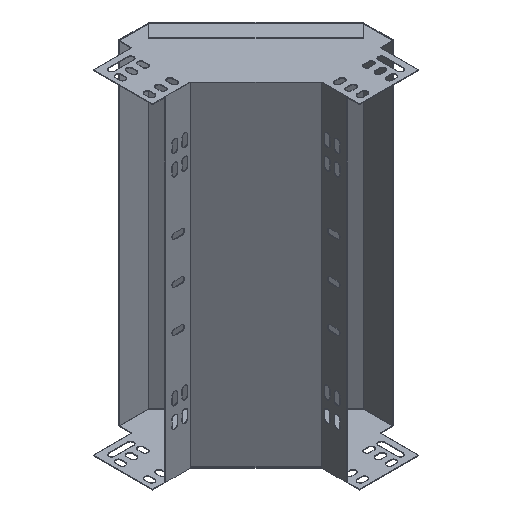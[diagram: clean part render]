
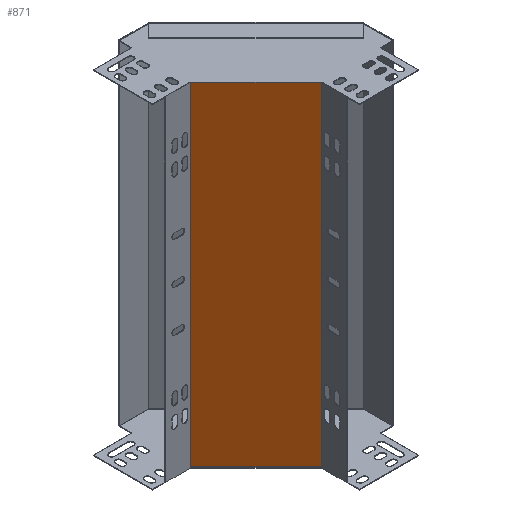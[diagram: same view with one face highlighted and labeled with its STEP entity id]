
A CAD part, isometric view. The second image highlights one B-rep face of the part: STEP entity #871.
In plain terms, the highlighted planar face has unit normal (-0.707, -0.707, 0).
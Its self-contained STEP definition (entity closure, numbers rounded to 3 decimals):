
#270 = CARTESIAN_POINT ( 'NONE',  ( -50.86, -0.316, 320.829 ) ) ;
#482 = ORIENTED_EDGE ( 'NONE', *, *, #5889, .T. ) ;
#607 = FACE_OUTER_BOUND ( 'NONE', #8156, .T. ) ;
#634 = LINE ( 'NONE', #3353, #2641 ) ;
#649 = CARTESIAN_POINT ( 'NONE',  ( -11.442, -39.734, 320.829 ) ) ;
#798 = VECTOR ( 'NONE', #3169, 1000. ) ;
#871 = ADVANCED_FACE ( 'NONE', ( #607 ), #7545, .T. ) ;
#1090 = CARTESIAN_POINT ( 'NONE',  ( 27.979, -79.156, -79.171 ) ) ;
#1342 = VERTEX_POINT ( 'NONE', #7317 ) ;
#2128 = VECTOR ( 'NONE', #6549, 1000. ) ;
#2423 = DIRECTION ( 'NONE',  ( -0.707, 0.707, 0. ) ) ;
#2525 = ORIENTED_EDGE ( 'NONE', *, *, #6151, .T. ) ;
#2635 = VERTEX_POINT ( 'NONE', #649 ) ;
#2641 = VECTOR ( 'NONE', #8029, 1000. ) ;
#2749 = VERTEX_POINT ( 'NONE', #3539 ) ;
#3169 = DIRECTION ( 'NONE',  ( 0.707, -0.707, 0. ) ) ;
#3353 = CARTESIAN_POINT ( 'NONE',  ( -50.86, -0.316, 320.829 ) ) ;
#3496 = CARTESIAN_POINT ( 'NONE',  ( 27.979, -79.156, 320.829 ) ) ;
#3539 = CARTESIAN_POINT ( 'NONE',  ( -50.86, -0.316, -79.171 ) ) ;
#4093 = DIRECTION ( 'NONE',  ( -0.707, 0.707, 0. ) ) ;
#4107 = CARTESIAN_POINT ( 'NONE',  ( -50.86, -0.316, 320.829 ) ) ;
#4230 = ORIENTED_EDGE ( 'NONE', *, *, #8896, .T. ) ;
#4519 = DIRECTION ( 'NONE',  ( 0., 0., -1. ) ) ;
#4525 = VERTEX_POINT ( 'NONE', #4107 ) ;
#4802 = CARTESIAN_POINT ( 'NONE',  ( 27.976, -79.153, 320.829 ) ) ;
#4882 = DIRECTION ( 'NONE',  ( 0.707, -0.707, 0. ) ) ;
#5488 = VERTEX_POINT ( 'NONE', #8114 ) ;
#5521 = VECTOR ( 'NONE', #4093, 1000. ) ;
#5702 = CARTESIAN_POINT ( 'NONE',  ( 27.979, -79.156, 320.829 ) ) ;
#5737 = LINE ( 'NONE', #4802, #6880 ) ;
#5831 = ORIENTED_EDGE ( 'NONE', *, *, #8960, .F. ) ;
#5868 = LINE ( 'NONE', #270, #2128 ) ;
#5889 = EDGE_CURVE ( 'NONE', #1342, #2635, #8881, .T. ) ;
#6101 = EDGE_CURVE ( 'NONE', #2749, #5488, #7626, .T. ) ;
#6151 = EDGE_CURVE ( 'NONE', #2635, #4525, #5868, .T. ) ;
#6549 = DIRECTION ( 'NONE',  ( -0.707, 0.707, 0. ) ) ;
#6662 = VERTEX_POINT ( 'NONE', #6858 ) ;
#6686 = VECTOR ( 'NONE', #2423, 1000. ) ;
#6811 = CARTESIAN_POINT ( 'NONE',  ( 27.979, -79.156, -79.171 ) ) ;
#6858 = CARTESIAN_POINT ( 'NONE',  ( 27.976, -79.153, -79.171 ) ) ;
#6880 = VECTOR ( 'NONE', #4519, 1000. ) ;
#7088 = LINE ( 'NONE', #6811, #5521 ) ;
#7317 = CARTESIAN_POINT ( 'NONE',  ( 27.976, -79.153, 320.829 ) ) ;
#7474 = AXIS2_PLACEMENT_3D ( 'NONE', #3496, #8898, #4882 ) ;
#7545 = PLANE ( 'NONE',  #7474 ) ;
#7588 = ORIENTED_EDGE ( 'NONE', *, *, #8972, .F. ) ;
#7626 = LINE ( 'NONE', #1090, #798 ) ;
#7794 = ORIENTED_EDGE ( 'NONE', *, *, #6101, .T. ) ;
#8029 = DIRECTION ( 'NONE',  ( 0., 0., -1. ) ) ;
#8114 = CARTESIAN_POINT ( 'NONE',  ( -11.442, -39.734, -79.171 ) ) ;
#8156 = EDGE_LOOP ( 'NONE', ( #5831, #7588, #482, #2525, #4230, #7794 ) ) ;
#8881 = LINE ( 'NONE', #5702, #6686 ) ;
#8896 = EDGE_CURVE ( 'NONE', #4525, #2749, #634, .T. ) ;
#8898 = DIRECTION ( 'NONE',  ( -0.707, -0.707, 0. ) ) ;
#8960 = EDGE_CURVE ( 'NONE', #6662, #5488, #7088, .T. ) ;
#8972 = EDGE_CURVE ( 'NONE', #1342, #6662, #5737, .T. ) ;
